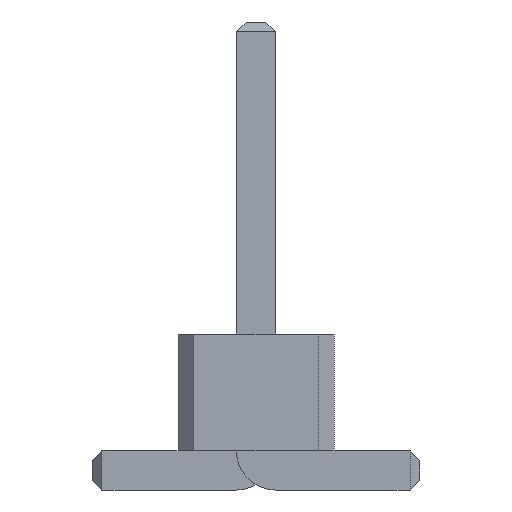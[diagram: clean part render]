
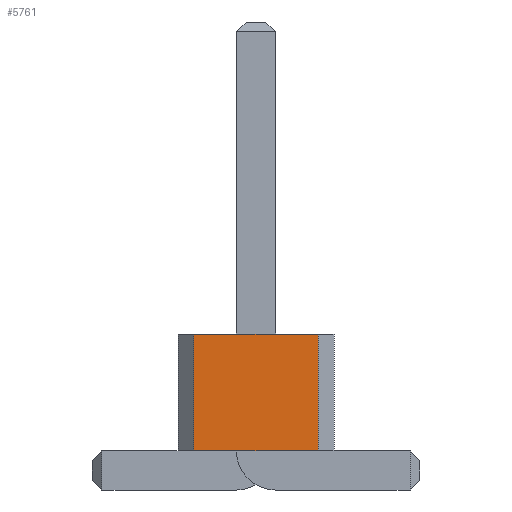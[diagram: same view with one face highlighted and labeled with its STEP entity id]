
A CAD part, front view. The second image highlights one B-rep face of the part: STEP entity #5761.
In plain terms, the highlighted planar face has unit normal (0, -1, 0).
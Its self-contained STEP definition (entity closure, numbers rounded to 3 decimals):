
#1094 = VERTEX_POINT('',#1095);
#1095 = CARTESIAN_POINT('',(0.8,-20.,0.5));
#1101 = EDGE_CURVE('',#1102,#1094,#1104,.T.);
#1102 = VERTEX_POINT('',#1103);
#1103 = CARTESIAN_POINT('',(-0.8,-20.,0.5));
#1104 = LINE('',#1105,#1106);
#1105 = CARTESIAN_POINT('',(-0.8,-20.,0.5));
#1106 = VECTOR('',#1107,1.);
#1107 = DIRECTION('',(1.,0.,0.));
#2526 = VERTEX_POINT('',#2527);
#2527 = CARTESIAN_POINT('',(0.8,-20.,2.));
#2533 = EDGE_CURVE('',#2534,#2526,#2536,.T.);
#2534 = VERTEX_POINT('',#2535);
#2535 = CARTESIAN_POINT('',(-0.8,-20.,2.));
#2536 = LINE('',#2537,#2538);
#2537 = CARTESIAN_POINT('',(-0.8,-20.,2.));
#2538 = VECTOR('',#2539,1.);
#2539 = DIRECTION('',(1.,0.,0.));
#5750 = EDGE_CURVE('',#1102,#2534,#5751,.T.);
#5751 = LINE('',#5752,#5753);
#5752 = CARTESIAN_POINT('',(-0.8,-20.,0.5));
#5753 = VECTOR('',#5754,1.);
#5754 = DIRECTION('',(0.,0.,1.));
#5761 = ADVANCED_FACE('',(#5762),#5773,.F.);
#5762 = FACE_BOUND('',#5763,.F.);
#5763 = EDGE_LOOP('',(#5764,#5765,#5766,#5772));
#5764 = ORIENTED_EDGE('',*,*,#5750,.T.);
#5765 = ORIENTED_EDGE('',*,*,#2533,.T.);
#5766 = ORIENTED_EDGE('',*,*,#5767,.F.);
#5767 = EDGE_CURVE('',#1094,#2526,#5768,.T.);
#5768 = LINE('',#5769,#5770);
#5769 = CARTESIAN_POINT('',(0.8,-20.,0.5));
#5770 = VECTOR('',#5771,1.);
#5771 = DIRECTION('',(0.,0.,1.));
#5772 = ORIENTED_EDGE('',*,*,#1101,.F.);
#5773 = PLANE('',#5774);
#5774 = AXIS2_PLACEMENT_3D('',#5775,#5776,#5777);
#5775 = CARTESIAN_POINT('',(-0.8,-20.,0.5));
#5776 = DIRECTION('',(0.,1.,0.));
#5777 = DIRECTION('',(1.,0.,0.));
